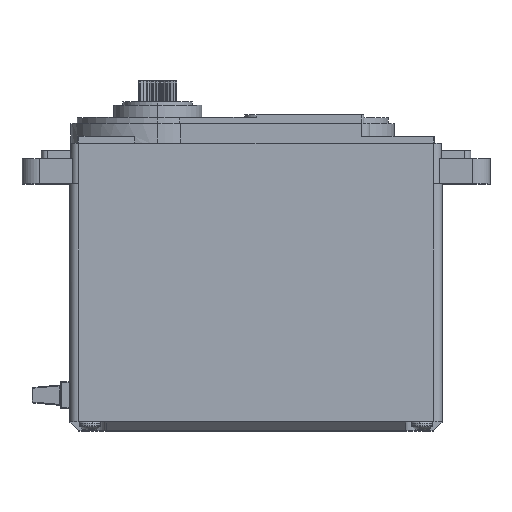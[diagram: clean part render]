
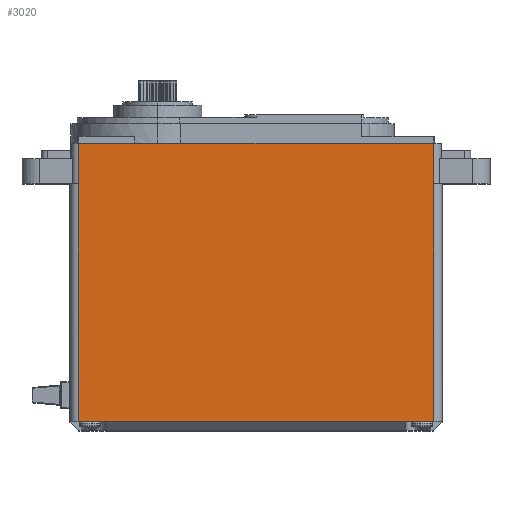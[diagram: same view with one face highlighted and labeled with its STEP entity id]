
A CAD part, top view. The second image highlights one B-rep face of the part: STEP entity #3020.
In plain terms, the highlighted planar face has unit normal (0, 0, 1).
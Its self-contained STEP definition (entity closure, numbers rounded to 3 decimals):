
#207 = VERTEX_POINT ( 'NONE', #1712 ) ;
#232 = DIRECTION ( 'NONE',  ( 0., -1., 0. ) ) ;
#290 = ORIENTED_EDGE ( 'NONE', *, *, #5027, .F. ) ;
#445 = DIRECTION ( 'NONE',  ( 0., -1., 0. ) ) ;
#773 = CARTESIAN_POINT ( 'NONE',  ( 0., 38.976, 0. ) ) ;
#879 = CARTESIAN_POINT ( 'NONE',  ( 23.66, 1.435, 0. ) ) ;
#955 = DIRECTION ( 'NONE',  ( 1., 0., 0. ) ) ;
#998 = ORIENTED_EDGE ( 'NONE', *, *, #2698, .T. ) ;
#1152 = LINE ( 'NONE', #10093, #12361 ) ;
#1178 = CARTESIAN_POINT ( 'NONE',  ( -23.66, 1.435, 0. ) ) ;
#1246 = ORIENTED_EDGE ( 'NONE', *, *, #3993, .F. ) ;
#1312 = LINE ( 'NONE', #15289, #8973 ) ;
#1476 = LINE ( 'NONE', #2901, #1672 ) ;
#1672 = VECTOR ( 'NONE', #8059, 1000. ) ;
#1712 = CARTESIAN_POINT ( 'NONE',  ( -27.94, 38.976, 0. ) ) ;
#2174 = CARTESIAN_POINT ( 'NONE',  ( -23.66, 1.397, 0. ) ) ;
#2294 = VECTOR ( 'NONE', #445, 1000. ) ;
#2309 = AXIS2_PLACEMENT_3D ( 'NONE', #14186, #11770, #11669 ) ;
#2345 = DIRECTION ( 'NONE',  ( -1., 0., 0. ) ) ;
#2591 = CARTESIAN_POINT ( 'NONE',  ( 23.66, 1.435, 0. ) ) ;
#2698 = EDGE_CURVE ( 'NONE', #12838, #11128, #13160, .T. ) ;
#2901 = CARTESIAN_POINT ( 'NONE',  ( 28.08, 38.976, 0. ) ) ;
#2971 = CARTESIAN_POINT ( 'NONE',  ( 23.66, 1.435, 0. ) ) ;
#3001 = DIRECTION ( 'NONE',  ( 0., -1., 0. ) ) ;
#3020 = ADVANCED_FACE ( 'NONE', ( #15514 ), #15272, .F. ) ;
#3091 = EDGE_CURVE ( 'NONE', #11128, #4932, #3695, .T. ) ;
#3504 = VECTOR ( 'NONE', #9860, 1000. ) ;
#3557 = CARTESIAN_POINT ( 'NONE',  ( -28.08, 38.976, 0. ) ) ;
#3695 = LINE ( 'NONE', #15564, #13371 ) ;
#3750 = CARTESIAN_POINT ( 'NONE',  ( 27.94, 38.976, 0. ) ) ;
#3847 = VERTEX_POINT ( 'NONE', #879 ) ;
#3964 = LINE ( 'NONE', #2591, #12256 ) ;
#3988 = ORIENTED_EDGE ( 'NONE', *, *, #5799, .T. ) ;
#3993 = EDGE_CURVE ( 'NONE', #15996, #13088, #1152, .T. ) ;
#4072 = EDGE_LOOP ( 'NONE', ( #7035, #5057, #12939, #8691, #998, #7096, #14388, #14774, #3988, #1246, #4358, #290 ) ) ;
#4262 = LINE ( 'NONE', #773, #7592 ) ;
#4344 = CARTESIAN_POINT ( 'NONE',  ( 28.08, 1.435, 0. ) ) ;
#4358 = ORIENTED_EDGE ( 'NONE', *, *, #9739, .T. ) ;
#4416 = EDGE_CURVE ( 'NONE', #8404, #207, #1312, .T. ) ;
#4585 = EDGE_CURVE ( 'NONE', #207, #11183, #4262, .T. ) ;
#4932 = VERTEX_POINT ( 'NONE', #15646 ) ;
#5027 = EDGE_CURVE ( 'NONE', #8404, #9824, #8374, .T. ) ;
#5057 = ORIENTED_EDGE ( 'NONE', *, *, #4585, .T. ) ;
#5218 = DIRECTION ( 'NONE',  ( -1., 0., 0. ) ) ;
#5799 = EDGE_CURVE ( 'NONE', #15716, #13088, #1476, .T. ) ;
#6464 = VECTOR ( 'NONE', #3001, 1000. ) ;
#6814 = EDGE_CURVE ( 'NONE', #12838, #7393, #12084, .T. ) ;
#7011 = CARTESIAN_POINT ( 'NONE',  ( -27.94, 45.377, 0. ) ) ;
#7035 = ORIENTED_EDGE ( 'NONE', *, *, #4416, .T. ) ;
#7093 = CARTESIAN_POINT ( 'NONE',  ( 27.94, 38.976, 0. ) ) ;
#7096 = ORIENTED_EDGE ( 'NONE', *, *, #3091, .T. ) ;
#7393 = VERTEX_POINT ( 'NONE', #11125 ) ;
#7532 = EDGE_CURVE ( 'NONE', #15716, #3847, #3964, .T. ) ;
#7592 = VECTOR ( 'NONE', #9561, 1000. ) ;
#8059 = DIRECTION ( 'NONE',  ( 0., 1., 0. ) ) ;
#8374 = LINE ( 'NONE', #9793, #9756 ) ;
#8404 = VERTEX_POINT ( 'NONE', #7011 ) ;
#8598 = CARTESIAN_POINT ( 'NONE',  ( -28.08, 1.435, 0. ) ) ;
#8691 = ORIENTED_EDGE ( 'NONE', *, *, #6814, .F. ) ;
#8973 = VECTOR ( 'NONE', #232, 1000. ) ;
#8975 = LINE ( 'NONE', #2971, #2294 ) ;
#9264 = CARTESIAN_POINT ( 'NONE',  ( -23.66, 1.435, 0. ) ) ;
#9513 = VECTOR ( 'NONE', #2345, 1000. ) ;
#9561 = DIRECTION ( 'NONE',  ( -1., 0., 0. ) ) ;
#9612 = LINE ( 'NONE', #3750, #3504 ) ;
#9739 = EDGE_CURVE ( 'NONE', #15996, #9824, #9612, .T. ) ;
#9756 = VECTOR ( 'NONE', #955, 1000. ) ;
#9793 = CARTESIAN_POINT ( 'NONE',  ( 0., 45.377, 0. ) ) ;
#9824 = VERTEX_POINT ( 'NONE', #10233 ) ;
#9860 = DIRECTION ( 'NONE',  ( 0., 1., 0. ) ) ;
#10093 = CARTESIAN_POINT ( 'NONE',  ( 29.35, 38.976, 0. ) ) ;
#10233 = CARTESIAN_POINT ( 'NONE',  ( 27.94, 45.377, 0. ) ) ;
#10598 = DIRECTION ( 'NONE',  ( 1., 0., 0. ) ) ;
#11125 = CARTESIAN_POINT ( 'NONE',  ( -28.08, 1.435, 0. ) ) ;
#11128 = VERTEX_POINT ( 'NONE', #2174 ) ;
#11183 = VERTEX_POINT ( 'NONE', #3557 ) ;
#11581 = CARTESIAN_POINT ( 'NONE',  ( -28.08, 38.976, 0. ) ) ;
#11669 = DIRECTION ( 'NONE',  ( -1., 0., 0. ) ) ;
#11770 = DIRECTION ( 'NONE',  ( 0., 0., -1. ) ) ;
#12084 = LINE ( 'NONE', #8598, #9513 ) ;
#12256 = VECTOR ( 'NONE', #5218, 1000. ) ;
#12361 = VECTOR ( 'NONE', #13903, 1000. ) ;
#12838 = VERTEX_POINT ( 'NONE', #1178 ) ;
#12900 = DIRECTION ( 'NONE',  ( 0., -1., 0. ) ) ;
#12939 = ORIENTED_EDGE ( 'NONE', *, *, #13415, .T. ) ;
#13088 = VERTEX_POINT ( 'NONE', #14140 ) ;
#13160 = LINE ( 'NONE', #9264, #6464 ) ;
#13371 = VECTOR ( 'NONE', #10598, 1000. ) ;
#13415 = EDGE_CURVE ( 'NONE', #11183, #7393, #13451, .T. ) ;
#13451 = LINE ( 'NONE', #11581, #15998 ) ;
#13903 = DIRECTION ( 'NONE',  ( 1., 0., 0. ) ) ;
#14140 = CARTESIAN_POINT ( 'NONE',  ( 28.08, 38.976, 0. ) ) ;
#14186 = CARTESIAN_POINT ( 'NONE',  ( 29.35, 38.976, 0. ) ) ;
#14388 = ORIENTED_EDGE ( 'NONE', *, *, #15611, .F. ) ;
#14774 = ORIENTED_EDGE ( 'NONE', *, *, #7532, .F. ) ;
#15272 = PLANE ( 'NONE',  #2309 ) ;
#15289 = CARTESIAN_POINT ( 'NONE',  ( -27.94, 38.976, 0. ) ) ;
#15514 = FACE_OUTER_BOUND ( 'NONE', #4072, .T. ) ;
#15564 = CARTESIAN_POINT ( 'NONE',  ( 23.66, 1.397, 0. ) ) ;
#15611 = EDGE_CURVE ( 'NONE', #3847, #4932, #8975, .T. ) ;
#15646 = CARTESIAN_POINT ( 'NONE',  ( 23.66, 1.397, 0. ) ) ;
#15716 = VERTEX_POINT ( 'NONE', #4344 ) ;
#15996 = VERTEX_POINT ( 'NONE', #7093 ) ;
#15998 = VECTOR ( 'NONE', #12900, 1000. ) ;
